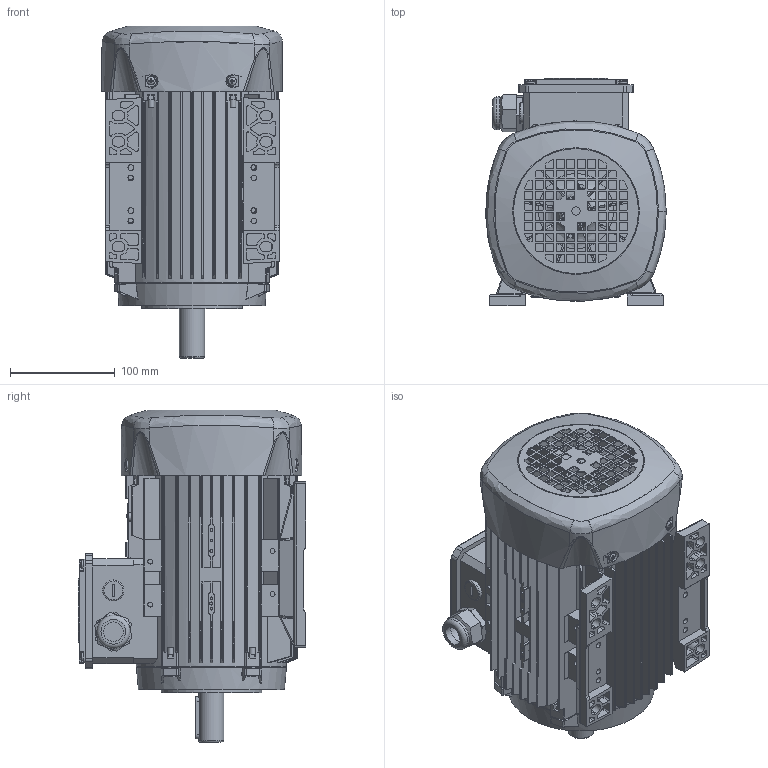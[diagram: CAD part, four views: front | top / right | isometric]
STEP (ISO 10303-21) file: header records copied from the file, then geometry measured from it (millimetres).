
FILE_DESCRIPTION(/* description */ (''),/* implementation_level */ '2;1');
FILE_NAME(/* name */ 'QS90L_PC.stp',/* time_stamp */ '2015-02-25T11:29:58+02:00',/* author */ (''),/* organization */ (''),/* preprocessor_version */ 'ST-DEVELOPER v11',/* originating_system */ 'SIEMENS PLM Software NX 7.5',/* authorisation */ '');
FILE_SCHEMA (('AP203_CONFIGURATION_CONTROLLED_3D_DESIGN_OF_MECHANICAL_PARTS_AND_ASSEMBLIES_MIM_LF'));
Length unit declared in the file: millimetre
Products named in the file (1): AR-000000395624_001
Bounding box: 172 x 217 x 316.5 mm (x, y, z)
Volume: 1714048.3 mm3; surface area: 745618.2 mm2
Topology: 3 solids, 16 shells, 3563 faces, 9753 edges, 6302 vertices
Faces by surface type: plane 1719, cylinder 1232, cone 229, bspline 222, torus 93, sphere 62, extrusion 6
Full cylindrical faces by diameter (mm): 2.5 x12, 3 x4, 3.6 x4, 3.666 x1, 3.7 x4, 3.709 x1, 4.2 x8, 4.6 x2, 4.65 x12, 5.5 x24, 5.8 x4, 6 x8, 8 x13, 18.7 x1, 19 x1, 20 x1, 22.9 x1, 24 x1, 24.2 x1, 24.8 x2, 25 x2, 25.12 x1, 29.2 x1, 31.6 x1, 39 x1, 40.1 x1, 44 x1, 47 x1, 52 x1, 52.2 x1
Entity records: 126649 total; most frequent: CARTESIAN_POINT 37079, ORIENTED_EDGE 18980, DIRECTION 17592, EDGE_CURVE 9490, AXIS2_PLACEMENT_3D 6437, VERTEX_POINT 6296, VECTOR 4718, LINE 4712
